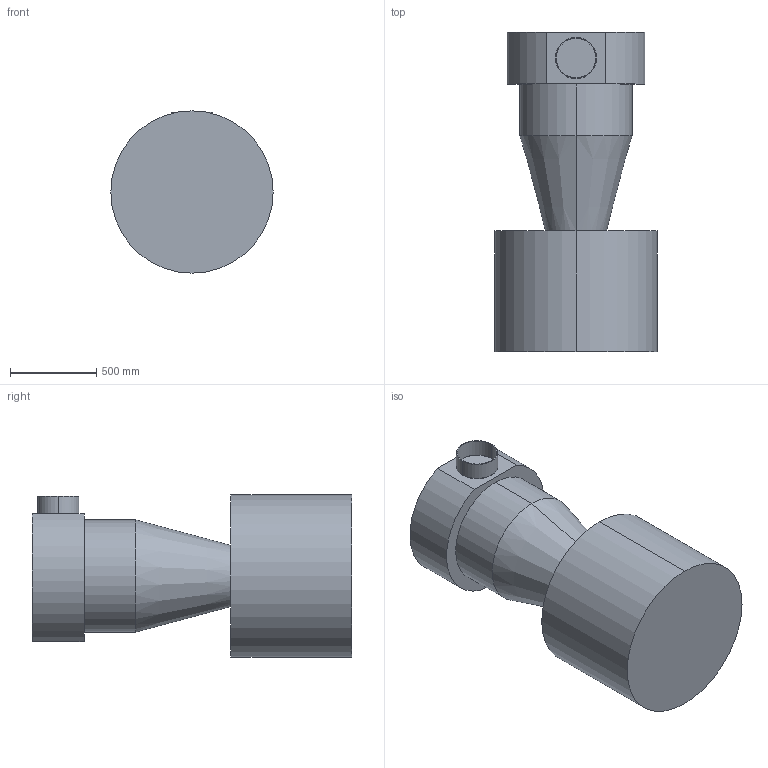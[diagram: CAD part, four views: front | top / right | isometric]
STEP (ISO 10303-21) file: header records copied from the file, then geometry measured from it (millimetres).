
FILE_DESCRIPTION (( 'STEP AP214' ), '1' );
FILE_NAME ('Hydroshark 1000 Einbau3d 2019 0321.STEP', '2019-03-22T09:33:18', ( '' ), ( '' ), 'SwSTEP 2.0', 'SolidWorks 2018', '' );
FILE_SCHEMA (( 'AUTOMOTIVE_DESIGN' ));
Length unit declared in the file: millimetre
Products named in the file (1): Hydroshark 1000 Einbau3d 2019 0321
Bounding box: 940 x 1850 x 940 mm (x, y, z)
Volume: 840660335.5 mm3; surface area: 6485025.6 mm2
Topology: 1 solids, 1 shells, 23 faces, 46 edges, 30 vertices
Faces by surface type: cylinder 12, plane 9, cone 2
Entity records: 644 total; most frequent: DIRECTION 120, CARTESIAN_POINT 100, ORIENTED_EDGE 92, AXIS2_PLACEMENT_3D 50, EDGE_CURVE 46, VERTEX_POINT 30, EDGE_LOOP 28, CIRCLE 26
